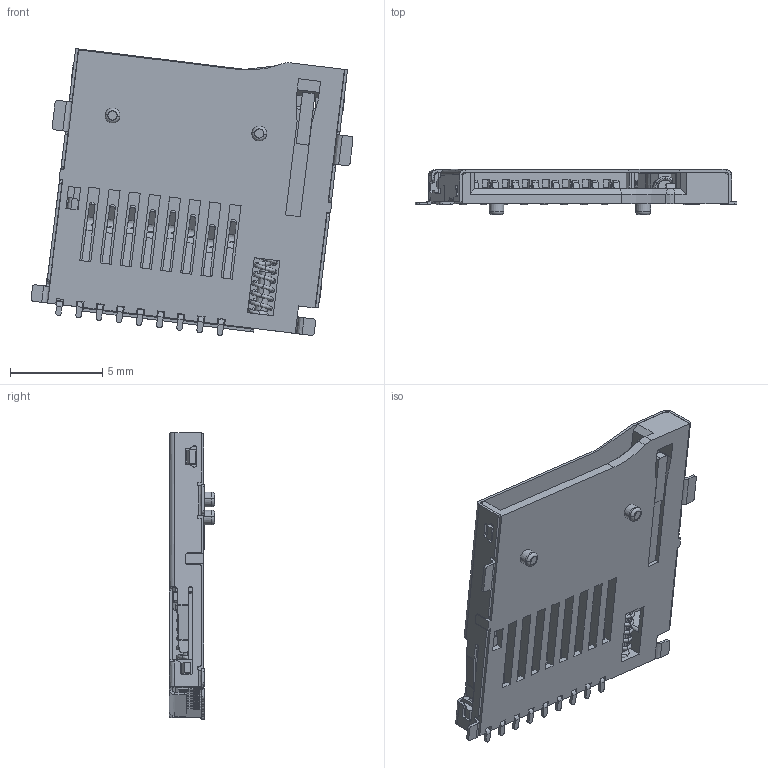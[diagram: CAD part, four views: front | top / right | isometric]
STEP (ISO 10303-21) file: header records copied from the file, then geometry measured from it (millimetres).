
FILE_DESCRIPTION((''),'2;1');
FILE_NAME('PRT0001','2020-07-03T',('gongcheng6'),(''),'PRO/ENGINEER BY PARAMETRIC TECHNOLOGY CORPORATION, 2010280','PRO/ENGINEER BY PARAMETRIC TECHNOLOGY CORPORATION, 2010280','');
FILE_SCHEMA(('CONFIG_CONTROL_DESIGN'));
Products named in the file (1): PRT0001
Bounding box: 17.42 x 2.45 x 15.52 mm (x, y, z)
Surface area: 1351.3 mm2 (no closed solid volume)
Topology: 0 solids, 0 shells, 1776 faces, 9324 edges, 9312 vertices
Faces by surface type: bspline 1764, torus 10, sphere 2
Entity records: 145166 total; most frequent: CARTESIAN_POINT 62795, DIRECTION 12227, TRIMMED_CURVE 11427, VECTOR 10651, LINE 10651, DEFINITIONAL_REPRESENTATION 9304, PCURVE 9304, COMPOSITE_CURVE_SEGMENT 9304
